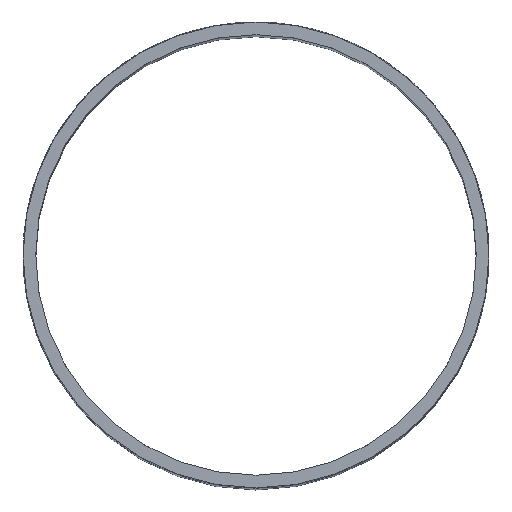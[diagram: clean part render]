
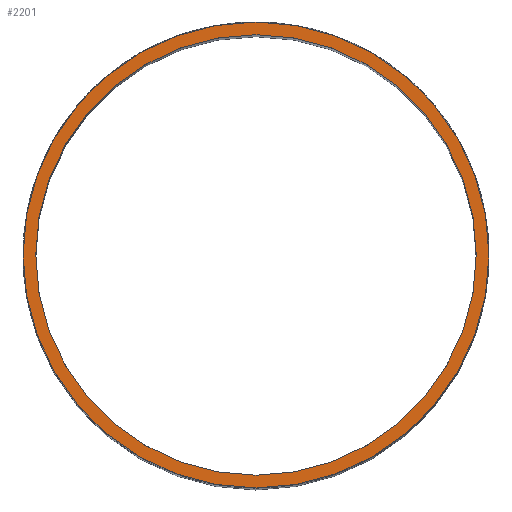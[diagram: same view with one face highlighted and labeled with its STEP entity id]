
A CAD part, top view. The second image highlights one B-rep face of the part: STEP entity #2201.
In plain terms, the highlighted planar face has unit normal (0, 0, 1).
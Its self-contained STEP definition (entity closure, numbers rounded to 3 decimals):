
#94 = VERTEX_POINT('',#95);
#95 = CARTESIAN_POINT('',(55.,0.,280.));
#101 = EDGE_CURVE('',#94,#94,#102,.T.);
#102 = CIRCLE('',#103,55.);
#103 = AXIS2_PLACEMENT_3D('',#104,#105,#106);
#104 = CARTESIAN_POINT('',(0.,0.,280.));
#105 = DIRECTION('',(0.,0.,1.));
#106 = DIRECTION('',(1.,0.,0.));
#2201 = ADVANCED_FACE('',(#2202,#2205),#2216,.T.);
#2202 = FACE_BOUND('',#2203,.T.);
#2203 = EDGE_LOOP('',(#2204));
#2204 = ORIENTED_EDGE('',*,*,#101,.T.);
#2205 = FACE_BOUND('',#2206,.T.);
#2206 = EDGE_LOOP('',(#2207));
#2207 = ORIENTED_EDGE('',*,*,#2208,.T.);
#2208 = EDGE_CURVE('',#2209,#2209,#2211,.T.);
#2209 = VERTEX_POINT('',#2210);
#2210 = CARTESIAN_POINT('',(52.,0.,280.));
#2211 = CIRCLE('',#2212,52.);
#2212 = AXIS2_PLACEMENT_3D('',#2213,#2214,#2215);
#2213 = CARTESIAN_POINT('',(0.,0.,280.));
#2214 = DIRECTION('',(0.,0.,-1.));
#2215 = DIRECTION('',(1.,0.,0.));
#2216 = PLANE('',#2217);
#2217 = AXIS2_PLACEMENT_3D('',#2218,#2219,#2220);
#2218 = CARTESIAN_POINT('',(0.,0.,280.));
#2219 = DIRECTION('',(0.,0.,1.));
#2220 = DIRECTION('',(1.,0.,0.));
